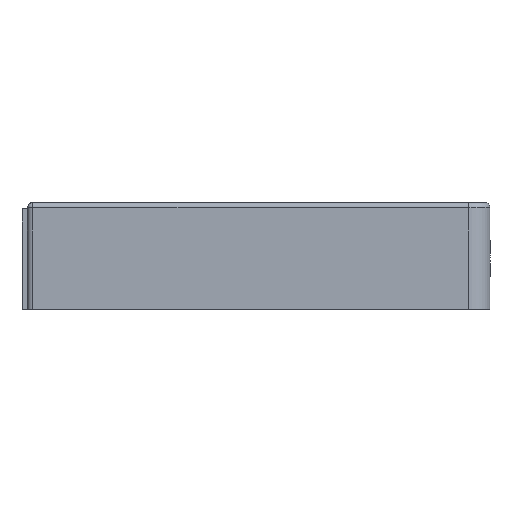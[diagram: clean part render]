
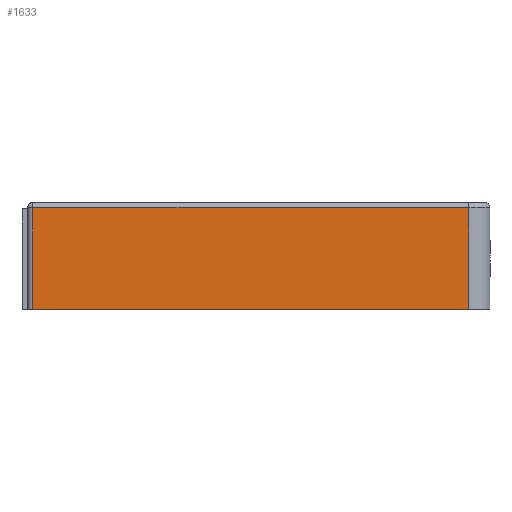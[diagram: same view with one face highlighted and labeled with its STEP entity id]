
A CAD part, front view. The second image highlights one B-rep face of the part: STEP entity #1633.
In plain terms, the highlighted planar face has unit normal (0, -1, 0).
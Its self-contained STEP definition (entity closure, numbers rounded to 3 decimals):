
#69=PLANE('',#1821);
#150=FACE_OUTER_BOUND('',#255,.T.);
#255=EDGE_LOOP('',(#1362,#1363,#1364,#1365));
#444=LINE('',#2800,#580);
#466=LINE('',#2891,#602);
#467=LINE('',#2894,#603);
#468=LINE('',#2895,#604);
#580=VECTOR('',#2182,10.);
#602=VECTOR('',#2258,10.);
#603=VECTOR('',#2261,10.);
#604=VECTOR('',#2262,10.);
#757=VERTEX_POINT('',#2797);
#758=VERTEX_POINT('',#2799);
#775=VERTEX_POINT('',#2889);
#776=VERTEX_POINT('',#2893);
#948=EDGE_CURVE('',#758,#757,#444,.T.);
#983=EDGE_CURVE('',#775,#757,#466,.T.);
#984=EDGE_CURVE('',#775,#776,#467,.T.);
#985=EDGE_CURVE('',#776,#758,#468,.T.);
#1362=ORIENTED_EDGE('',*,*,#983,.F.);
#1363=ORIENTED_EDGE('',*,*,#984,.T.);
#1364=ORIENTED_EDGE('',*,*,#985,.T.);
#1365=ORIENTED_EDGE('',*,*,#948,.T.);
#1633=ADVANCED_FACE('',(#150),#69,.F.);
#1821=AXIS2_PLACEMENT_3D('',#2892,#2259,#2260);
#2182=DIRECTION('',(0.,0.,1.));
#2258=DIRECTION('',(1.,0.,0.));
#2259=DIRECTION('center_axis',(0.,1.,0.));
#2260=DIRECTION('ref_axis',(0.,0.,
-1.));
#2261=DIRECTION('',(0.,0.,-1.));
#2262=DIRECTION('',(1.,0.,0.));
#2797=CARTESIAN_POINT('',(-119.,186.8,254.));
#2799=CARTESIAN_POINT('',(-119.,186.8,235.));
#2800=CARTESIAN_POINT('',(-119.,186.8,249.829));
#2889=CARTESIAN_POINT('',(-200.5,186.8,254.));
#2891=CARTESIAN_POINT('',(-179.5,186.8,254.));
#2892=CARTESIAN_POINT('Origin',(-142.5,186.8,255.));
#2893=CARTESIAN_POINT('',(-200.5,186.8,235.));
#2894=CARTESIAN_POINT('',(-200.5,186.8,250.));
#2895=CARTESIAN_POINT('',(-179.5,186.8,235.));
